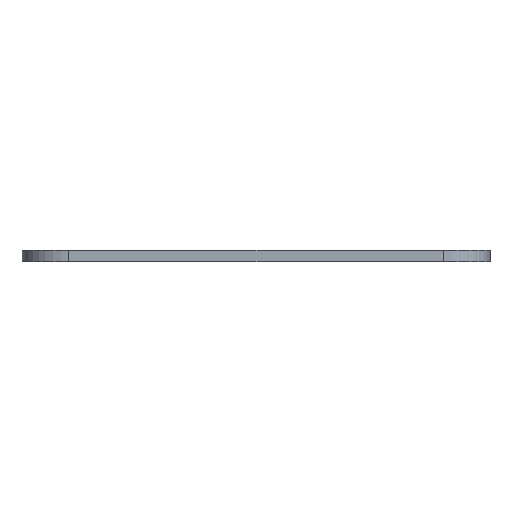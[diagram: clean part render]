
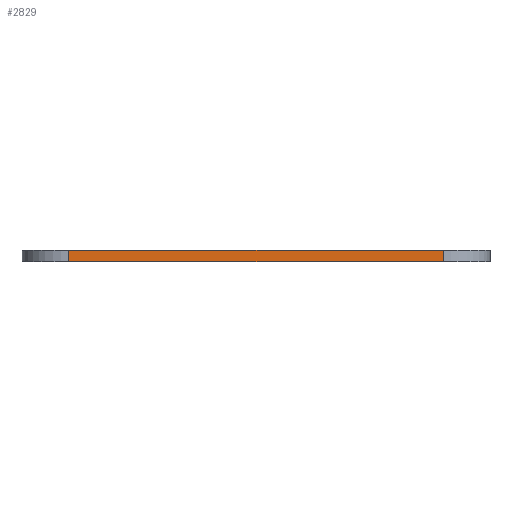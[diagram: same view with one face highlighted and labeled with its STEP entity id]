
A CAD part, front view. The second image highlights one B-rep face of the part: STEP entity #2829.
In plain terms, the highlighted planar face has unit normal (0, -1, 0).
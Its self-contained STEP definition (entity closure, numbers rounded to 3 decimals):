
#83=PLANE('',#3092);
#209=FACE_OUTER_BOUND('',#353,.T.);
#353=EDGE_LOOP('',(#2237,#2238,#2239,#2240));
#615=LINE('',#4671,#891);
#616=LINE('',#4675,#892);
#617=LINE('',#4677,#893);
#618=LINE('',#4678,#894);
#891=VECTOR('',#3816,10.);
#892=VECTOR('',#3821,10.);
#893=VECTOR('',#3822,10.);
#894=VECTOR('',#3823,10.);
#1317=VERTEX_POINT('',#4668);
#1318=VERTEX_POINT('',#4670);
#1319=VERTEX_POINT('',#4674);
#1320=VERTEX_POINT('',#4676);
#1706=EDGE_CURVE('',#1318,#1317,#615,.T.);
#1708=EDGE_CURVE('',#1317,#1319,#616,.T.);
#1709=EDGE_CURVE('',#1320,#1319,#617,.T.);
#1710=EDGE_CURVE('',#1320,#1318,#618,.T.);
#2237=ORIENTED_EDGE('',*,*,#1708,.T.);
#2238=ORIENTED_EDGE('',*,*,#1709,.F.);
#2239=ORIENTED_EDGE('',*,*,#1710,.T.);
#2240=ORIENTED_EDGE('',*,*,#1706,.T.);
#2829=ADVANCED_FACE('',(#209),#83,.T.);
#3092=AXIS2_PLACEMENT_3D('',#4673,#3819,#3820);
#3816=DIRECTION('',(0.,0.,1.));
#3819=DIRECTION('center_axis',(0.,-1.,0.));
#3820=DIRECTION('ref_axis',(0.,0.,-1.));
#3821=DIRECTION('',(-1.,0.,0.));
#3822=DIRECTION('',(0.,0.,1.));
#3823=DIRECTION('',(1.,0.,0.));
#4668=CARTESIAN_POINT('',(16.,-20.,1.));
#4670=CARTESIAN_POINT('',(16.,-20.,0.));
#4671=CARTESIAN_POINT('',(16.,-20.,0.));
#4673=CARTESIAN_POINT('Origin',(-5.5,-20.,0.));
#4674=CARTESIAN_POINT('',(-16.,-20.,1.));
#4675=CARTESIAN_POINT('',(-16.,-20.,1.));
#4676=CARTESIAN_POINT('',(-16.,-20.,0.));
#4677=CARTESIAN_POINT('',(-16.,-20.,0.));
#4678=CARTESIAN_POINT('',(-16.,-20.,0.));
